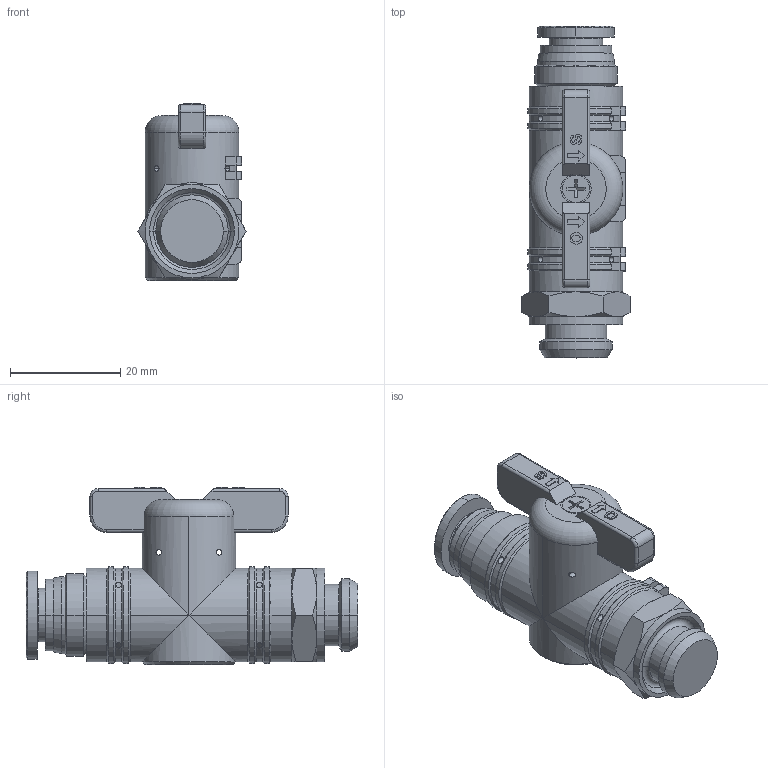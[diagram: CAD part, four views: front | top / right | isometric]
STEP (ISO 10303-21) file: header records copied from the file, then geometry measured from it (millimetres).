
FILE_DESCRIPTION((''),'2;1');
FILE_NAME('BC2008G02-mdt.stp','2017-07-24T18:51:51',(''),(''),'Mechanical Desktop 2009','Mechanical Desktop 2009',', , ');
FILE_SCHEMA(('CONFIG_CONTROL_DESIGN'));
Length unit declared in the file: millimetre
Products named in the file (13): BC2008G02-MDT; PART1; GE3SCREW_1; BL 20-02; ~~~PART1; 20-R01; BC8-20; COLLAR-08C; BOLT-M3; BC6-20; COLLAR-06C; HA; HANDLE-20
Assembly tree (13 placements, depth 3):
  BC2008G02-MDT
    PART1
    GE3SCREW_1
    BL 20-02
      ~~~PART1
    20-R01
    BC8-20
      COLLAR-08C
    BOLT-M3
    BC6-20
      COLLAR-06C
    HA  x2
    HANDLE-20
Bounding box: 19.63 x 60.3 x 32.2 mm (x, y, z)
Volume: 17460.2 mm3; surface area: 6866.4 mm2
Topology: 3 solids, 3 shells, 392 faces, 1029 edges, 663 vertices
Faces by surface type: plane 227, cylinder 100, cone 46, torus 14, bspline 5
Entity records: 13511 total; most frequent: CARTESIAN_POINT 3651, ORIENTED_EDGE 2054, DIRECTION 1970, EDGE_CURVE 1027, VERTEX_POINT 663, VECTOR 662, LINE 662, AXIS2_PLACEMENT_3D 654
